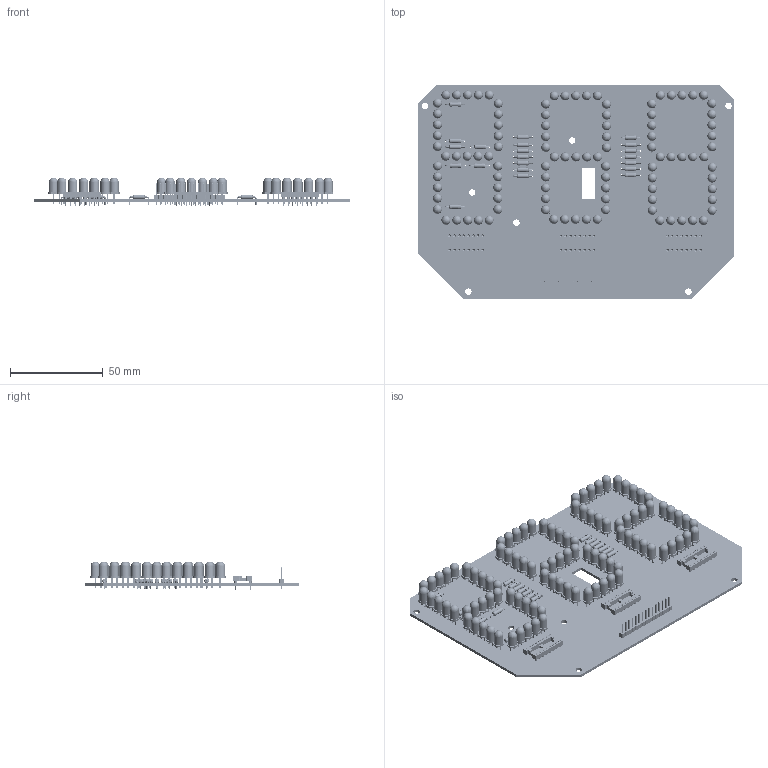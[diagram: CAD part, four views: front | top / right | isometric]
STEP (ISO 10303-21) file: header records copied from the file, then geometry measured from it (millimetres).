
FILE_DESCRIPTION(('KiCad electronic assembly'),'2;1');
FILE_NAME('_7SEG_Display_Board.step','2021-04-08T18:17:53',('An Author') ,('A Company'),'Open CASCADE STEP processor 6.9', 'KiCad to STEP converter','Unknown');
FILE_SCHEMA(('AUTOMOTIVE_DESIGN { 1 0 10303 214 1 1 1 1 }'));
Length unit declared in the file: millimetre
Products named in the file (10): Open CASCADE STEP translator 6.9 1; R_Axial_DIN0207_L6.3mm_D2.5mm_P10.16mm_Horizontal; SOLID; LED_D5.0mm; DIP-16_W7.62mm_Socket; PinHeader_1x15_P2.54mm_Vertical; COMPOUND
Assembly tree (135 placements, depth 3):
  Open CASCADE STEP translator 6.9 1
    R_Axial_DIN0207_L6.3mm_D2.5mm_P10.16mm_Horizontal  x21
      SOLID
    LED_D5.0mm  x105
      SOLID
    DIP-16_W7.62mm_Socket  x3
      SOLID
    PinHeader_1x15_P2.54mm_Vertical
      SOLID
    COMPOUND
Bounding box: 169.67 x 115.32 x 15.38 mm (x, y, z)
Volume: 48105.8 mm3; surface area: 63747.6 mm2
Topology: 131 solids, 131 shells, 3430 faces, 7374 edges, 4764 vertices
Faces by surface type: plane 2190, cylinder 907, cone 144, sphere 105, torus 84
Full cylindrical faces by diameter (mm): 0.508 x96, 0.6 x84, 0.8 x90, 0.9 x210, 1 x15, 1.524 x48, 1.724 x48, 2.25 x21, 2.5 x42, 3.5 x7, 4.9 x105
Entity records: 66495 total; most frequent: CARTESIAN_POINT 10673, DIRECTION 10016, LINE 5337, VECTOR 5337, ORIENTED_EDGE 4714, PCURVE 4714, DEFINITIONAL_REPRESENTATION 4714, EDGE_CURVE 2357
